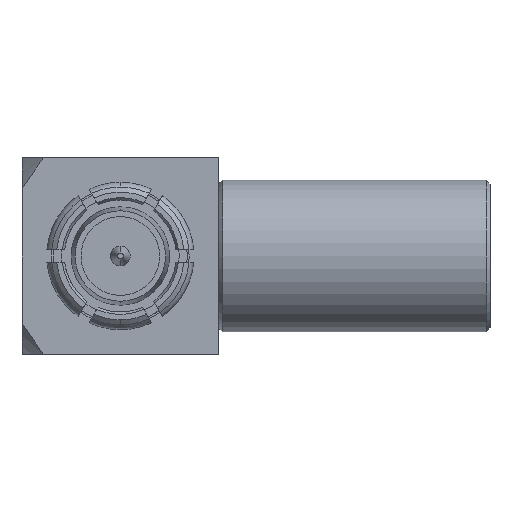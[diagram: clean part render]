
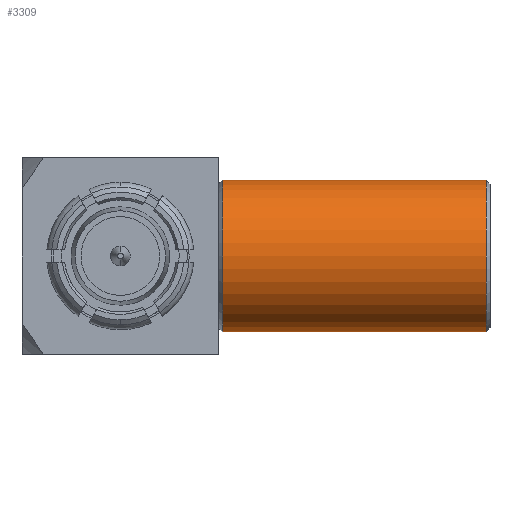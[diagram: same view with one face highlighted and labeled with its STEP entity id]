
A CAD part, left-side view. The second image highlights one B-rep face of the part: STEP entity #3309.
In plain terms, the highlighted free-form (B-spline) face has degree [1, 3] with [2, 4] control points.
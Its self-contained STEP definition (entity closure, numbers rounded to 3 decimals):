
#255 = ORIENTED_EDGE ( 'NONE', *, *, #4212, .T. ) ;
#275 = CARTESIAN_POINT ( 'NONE',  ( 0., -2.6, 1.93 ) ) ;
#425 = DIRECTION ( 'NONE',  ( 0., 0., 1. ) ) ;
#453 = AXIS2_PLACEMENT_3D ( 'NONE', #1117, #3788, #455 ) ;
#455 = DIRECTION ( 'NONE',  ( 0., 0., 1. ) ) ;
#524 = VERTEX_POINT ( 'NONE', #3698 ) ;
#723 = CARTESIAN_POINT ( 'NONE',  ( -3.86, -9.3, -1.93 ) ) ;
#791 = ORIENTED_EDGE ( 'NONE', *, *, #1828, .F. ) ;
#795 = LINE ( 'NONE', #4590, #5854 ) ;
#1049 = DIRECTION ( 'NONE',  ( 0., -1., 0. ) ) ;
#1117 = CARTESIAN_POINT ( 'NONE',  ( 0., -9.3, 0. ) ) ;
#1366 = CARTESIAN_POINT ( 'NONE',  ( 0., -9.3, 1.93 ) ) ;
#1451 = DIRECTION ( 'NONE',  ( 0., -1., 0. ) ) ;
#1828 = EDGE_CURVE ( 'NONE', #524, #5658, #795, .T. ) ;
#1852 = VECTOR ( 'NONE', #1451, 1000. ) ;
#2267 = EDGE_CURVE ( 'NONE', #6934, #524, #4932, .T. ) ;
#2878 = CIRCLE ( 'NONE', #6913, 1.93 ) ;
#3198 = CARTESIAN_POINT ( 'NONE',  ( 0., -5.95, 1.93 ) ) ;
#3309 = ADVANCED_FACE ( 'NONE', ( #5164 ), #5641, .F. ) ;
#3698 = CARTESIAN_POINT ( 'NONE',  ( 0., -9.3, -1.93 ) ) ;
#3788 = DIRECTION ( 'NONE',  ( 0., -1., 0. ) ) ;
#4075 = CARTESIAN_POINT ( 'NONE',  ( -3.86, -2.6, 1.93 ) ) ;
#4212 = EDGE_CURVE ( 'NONE', #4548, #5658, #2878, .T. ) ;
#4334 = CARTESIAN_POINT ( 'NONE',  ( 0., -2.6, -1.93 ) ) ;
#4548 = VERTEX_POINT ( 'NONE', #275 ) ;
#4590 = CARTESIAN_POINT ( 'NONE',  ( 0., -5.95, -1.93 ) ) ;
#4611 = CARTESIAN_POINT ( 'NONE',  ( 0., -2.6, -1.93 ) ) ;
#4644 = CARTESIAN_POINT ( 'NONE',  ( -3.86, -9.3, 1.93 ) ) ;
#4728 = DIRECTION ( 'NONE',  ( 0., 1., 0. ) ) ;
#4932 = CIRCLE ( 'NONE', #453, 1.93 ) ;
#5164 = FACE_OUTER_BOUND ( 'NONE', #6854, .T. ) ;
#5228 = CARTESIAN_POINT ( 'NONE',  ( 0., -9.3, -1.93 ) ) ;
#5641 =( BOUNDED_SURFACE ( )  B_SPLINE_SURFACE ( 1, 3, ( 
 ( #5228, #723, #4644, #1366 ),
 ( #4611, #6847, #4075, #5789 ) ),
 .UNSPECIFIED., .F., .F., .F. ) 
 B_SPLINE_SURFACE_WITH_KNOTS ( ( 2, 2 ),
 ( 4, 4 ),
 ( 0., 1. ),
 ( 0., 1. ),
 .UNSPECIFIED. ) 
 GEOMETRIC_REPRESENTATION_ITEM ( )  RATIONAL_B_SPLINE_SURFACE ( (
 ( 1., 0.333, 0.333, 1.),
 ( 1., 0.333, 0.333, 1.) ) ) 
 REPRESENTATION_ITEM ( '' )  SURFACE ( )  );
#5658 = VERTEX_POINT ( 'NONE', #4334 ) ;
#5789 = CARTESIAN_POINT ( 'NONE',  ( 0., -2.6, 1.93 ) ) ;
#5854 = VECTOR ( 'NONE', #4728, 1000. ) ;
#5876 = EDGE_CURVE ( 'NONE', #4548, #6934, #6349, .T. ) ;
#6349 = LINE ( 'NONE', #3198, #1852 ) ;
#6616 = ORIENTED_EDGE ( 'NONE', *, *, #5876, .F. ) ;
#6713 = ORIENTED_EDGE ( 'NONE', *, *, #2267, .F. ) ;
#6717 = CARTESIAN_POINT ( 'NONE',  ( 0., -9.3, 1.93 ) ) ;
#6847 = CARTESIAN_POINT ( 'NONE',  ( -3.86, -2.6, -1.93 ) ) ;
#6854 = EDGE_LOOP ( 'NONE', ( #6713, #6616, #255, #791 ) ) ;
#6913 = AXIS2_PLACEMENT_3D ( 'NONE', #7067, #1049, #425 ) ;
#6934 = VERTEX_POINT ( 'NONE', #6717 ) ;
#7067 = CARTESIAN_POINT ( 'NONE',  ( 0., -2.6, 0. ) ) ;
